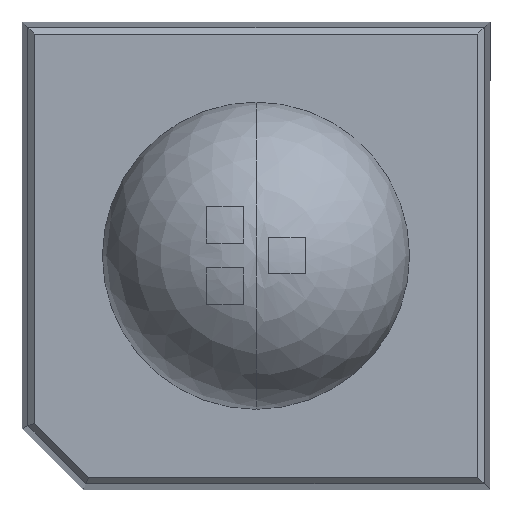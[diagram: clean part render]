
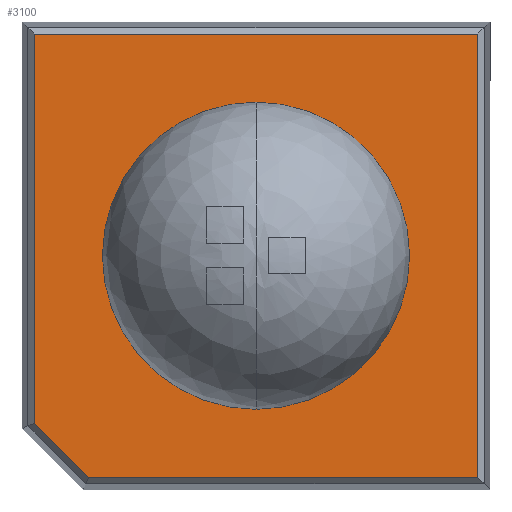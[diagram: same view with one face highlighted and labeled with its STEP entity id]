
A CAD part, top view. The second image highlights one B-rep face of the part: STEP entity #3100.
In plain terms, the highlighted planar face has unit normal (0, 0, 1).
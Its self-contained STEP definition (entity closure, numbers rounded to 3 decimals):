
#2859=CARTESIAN_POINT('',(3.61,-3.61,4.9));
#2860=VERTEX_POINT('',#2859);
#2861=CARTESIAN_POINT('',(-2.727,-3.61,4.9));
#2862=VERTEX_POINT('',#2861);
#2863=CARTESIAN_POINT('',(3.61,-3.61,4.9));
#2864=DIRECTION('',(-1.0,0.0,0.0));
#2865=VECTOR('',#2864,6.337);
#2866=LINE('',#2863,#2865);
#2867=EDGE_CURVE('',#2860,#2862,#2866,.T.);
#2899=CARTESIAN_POINT('',(-3.61,-2.727,4.9));
#2900=VERTEX_POINT('',#2899);
#2901=CARTESIAN_POINT('',(-2.727,-3.61,4.9));
#2902=DIRECTION('',(-0.707,0.707,0.0));
#2903=VECTOR('',#2902,1.249);
#2904=LINE('',#2901,#2903);
#2905=EDGE_CURVE('',#2862,#2900,#2904,.T.);
#2930=CARTESIAN_POINT('',(3.61,3.61,4.9));
#2931=VERTEX_POINT('',#2930);
#2932=CARTESIAN_POINT('',(3.61,3.61,4.9));
#2933=DIRECTION('',(0.0,-1.0,0.0));
#2934=VECTOR('',#2933,7.22);
#2935=LINE('',#2932,#2934);
#2936=EDGE_CURVE('',#2931,#2860,#2935,.T.);
#2961=CARTESIAN_POINT('',(-3.61,3.61,4.9));
#2962=VERTEX_POINT('',#2961);
#2963=CARTESIAN_POINT('',(-3.61,-2.727,4.9));
#2964=DIRECTION('',(0.0,1.0,0.0));
#2965=VECTOR('',#2964,6.337);
#2966=LINE('',#2963,#2965);
#2967=EDGE_CURVE('',#2900,#2962,#2966,.T.);
#2992=CARTESIAN_POINT('',(-3.61,3.61,4.9));
#2993=DIRECTION('',(1.0,0.0,0.0));
#2994=VECTOR('',#2993,7.22);
#2995=LINE('',#2992,#2994);
#2996=EDGE_CURVE('',#2962,#2931,#2995,.T.);
#3088=CARTESIAN_POINT('',(0.0,0.0,4.9));
#3089=DIRECTION('',(0.0,0.0,1.0));
#3090=DIRECTION('',(-1.0,0.0,0.0));
#3091=AXIS2_PLACEMENT_3D('',#3088,#3089,#3090);
#3092=PLANE('',#3091);
#3093=ORIENTED_EDGE('',*,*,#2867,.F.);
#3094=ORIENTED_EDGE('',*,*,#2936,.F.);
#3095=ORIENTED_EDGE('',*,*,#2996,.F.);
#3096=ORIENTED_EDGE('',*,*,#2967,.F.);
#3097=ORIENTED_EDGE('',*,*,#2905,.F.);
#3098=EDGE_LOOP('',(#3093,#3094,#3095,#3096,#3097));
#3099=FACE_OUTER_BOUND('',#3098,.T.);
#3100=ADVANCED_FACE('',(#3099),#3092,.T.);
